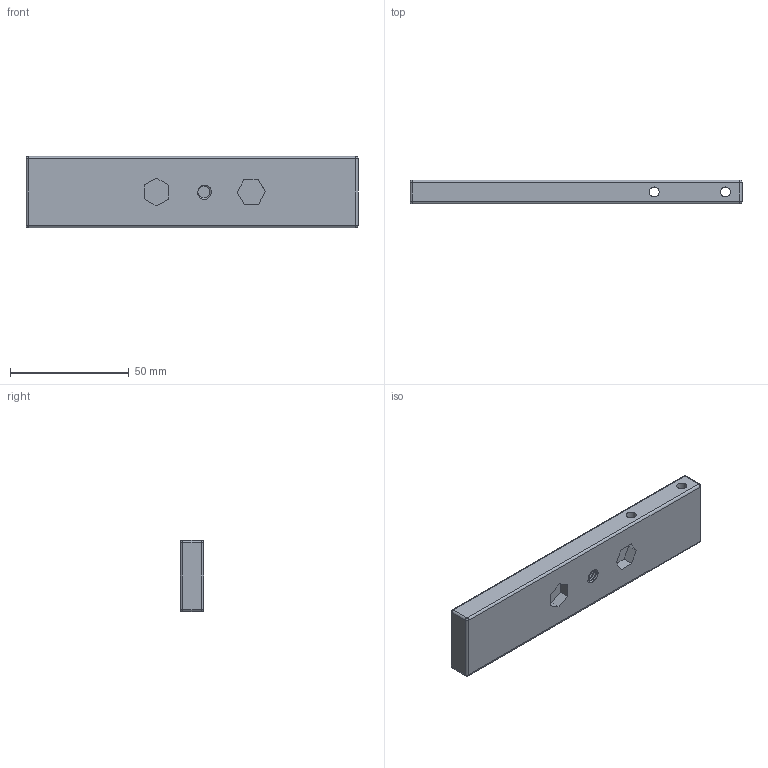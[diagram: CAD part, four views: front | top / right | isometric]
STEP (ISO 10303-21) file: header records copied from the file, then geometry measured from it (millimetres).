
FILE_DESCRIPTION(/* description */ (''),/* implementation_level */ '2;1');
FILE_NAME(/* name */ 'LaserHolder_Bottom v9.step',/* time_stamp */ '2018-04-11T17:05:41+09:00',/* author */ ('iwataU5C66'),/* organization */ (''),/* preprocessor_version */ 'ST-DEVELOPER v16.13',/* originating_system */ 'Autodesk Translation Framework v6.5.0.72',/* authorisation */ '');
FILE_SCHEMA (('AUTOMOTIVE_DESIGN { 1 0 10303 214 3 1 1 }'));
Length unit declared in the file: millimetre
Products named in the file (1): LaserHolder_Bottom
Bounding box: 140 x 10 x 30 mm (x, y, z)
Volume: 37605.9 mm3; surface area: 13429.6 mm2
Topology: 1 solids, 1 shells, 67 faces, 158 edges, 96 vertices
Faces by surface type: cylinder 31, plane 26, sphere 8, bspline 2
Full cylindrical faces by diameter (mm): 4.2 x2, 5.116 x7, 6.35 x7
Entity records: 2924 total; most frequent: CARTESIAN_POINT 1390, ORIENTED_EDGE 316, DIRECTION 292, EDGE_CURVE 158, AXIS2_PLACEMENT_3D 101, VERTEX_POINT 96, LINE 90, VECTOR 90
